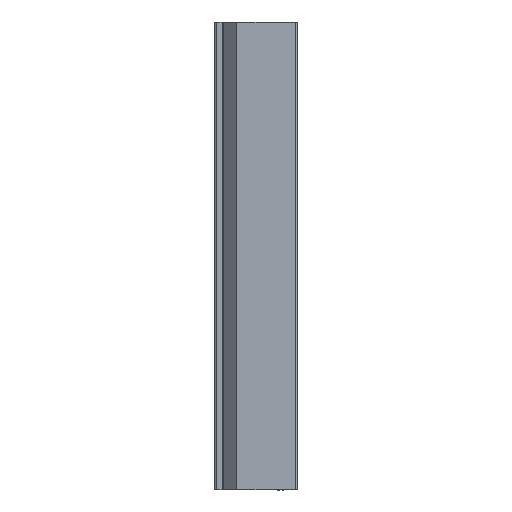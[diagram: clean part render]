
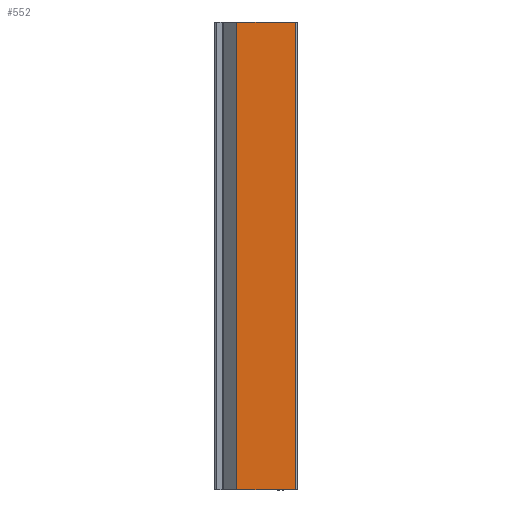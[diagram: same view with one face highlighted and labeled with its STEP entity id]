
A CAD part, left-side view. The second image highlights one B-rep face of the part: STEP entity #552.
In plain terms, the highlighted planar face has unit normal (-1, 0, 0).
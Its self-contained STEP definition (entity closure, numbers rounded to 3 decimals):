
#493=CARTESIAN_POINT('Vertex',(-30.,17.6,0.)) ;
#496=CARTESIAN_POINT('Line Origine',(-30.,17.6,68.)) ;
#500=CARTESIAN_POINT('Vertex',(-30.,17.6,136.)) ;
#522=CARTESIAN_POINT('Axis2P3D Location',(-30.,17.6,136.)) ;
#527=CARTESIAN_POINT('Line Origine',(-30.,9.05,0.)) ;
#531=CARTESIAN_POINT('Vertex',(-30.,0.5,0.)) ;
#534=CARTESIAN_POINT('Line Origine',(-30.,0.5,68.)) ;
#538=CARTESIAN_POINT('Vertex',(-30.,0.5,136.)) ;
#541=CARTESIAN_POINT('Line Origine',(-30.,9.05,136.)) ;
#497=DIRECTION('Vector Direction',(0.,0.,-1.)) ;
#523=DIRECTION('Axis2P3D Direction',(1.,0.,0.)) ;
#524=DIRECTION('Axis2P3D XDirection',(0.,0.,-1.)) ;
#528=DIRECTION('Vector Direction',(0.,-1.,0.)) ;
#535=DIRECTION('Vector Direction',(0.,0.,-1.)) ;
#542=DIRECTION('Vector Direction',(0.,-1.,0.)) ;
#525=AXIS2_PLACEMENT_3D('Plane Axis2P3D',#522,#523,#524) ;
#547=ORIENTED_EDGE('',*,*,#533,.T.) ;
#548=ORIENTED_EDGE('',*,*,#540,.F.) ;
#549=ORIENTED_EDGE('',*,*,#545,.F.) ;
#550=ORIENTED_EDGE('',*,*,#502,.T.) ;
#498=VECTOR('Line Direction',#497,1.) ;
#529=VECTOR('Line Direction',#528,1.) ;
#536=VECTOR('Line Direction',#535,1.) ;
#543=VECTOR('Line Direction',#542,1.) ;
#552=ADVANCED_FACE('Geometry.1',(#551),#526,.F.) ;
#502=EDGE_CURVE('',#501,#494,#499,.T.) ;
#533=EDGE_CURVE('',#494,#532,#530,.T.) ;
#540=EDGE_CURVE('',#539,#532,#537,.T.) ;
#545=EDGE_CURVE('',#501,#539,#544,.T.) ;
#546=EDGE_LOOP('',(#547,#548,#549,#550)) ;
#551=FACE_OUTER_BOUND('',#546,.T.) ;
#499=LINE('Line',#496,#498) ;
#530=LINE('Line',#527,#529) ;
#537=LINE('Line',#534,#536) ;
#544=LINE('Line',#541,#543) ;
#526=PLANE('',#525) ;
#494=VERTEX_POINT('',#493) ;
#501=VERTEX_POINT('',#500) ;
#532=VERTEX_POINT('',#531) ;
#539=VERTEX_POINT('',#538) ;
